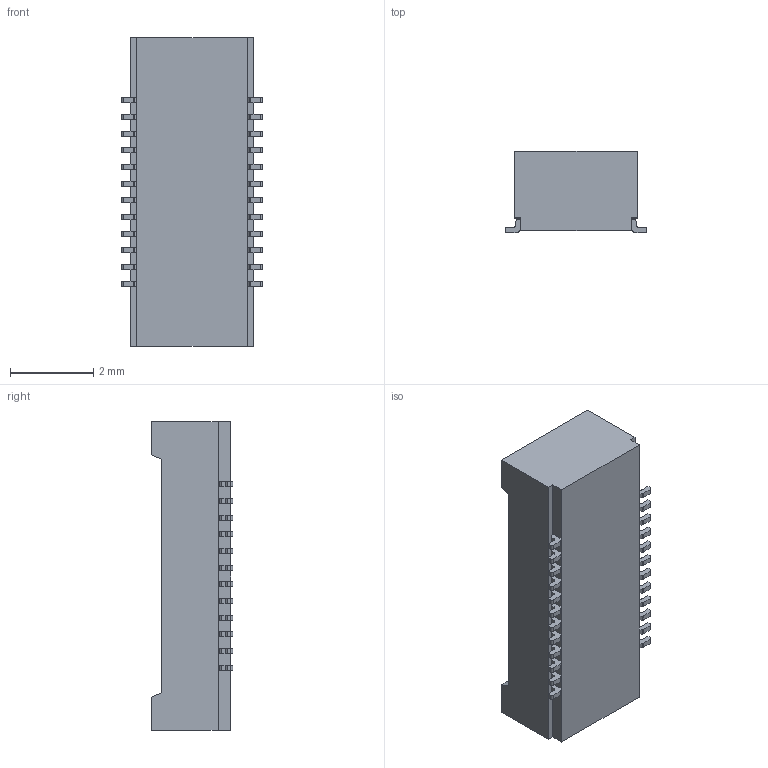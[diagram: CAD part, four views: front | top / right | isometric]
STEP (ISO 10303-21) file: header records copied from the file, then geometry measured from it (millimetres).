
FILE_DESCRIPTION(('CoCreate Modeling STEP Export'),'2;1');
FILE_NAME('DF40C(2.0)-24DS-0.4V.stp','2014-10-31T11:57:45',(''),(''),'CoCreate Modeling STEP processor for AP214 (Solid Model)','CoCreate Modeling 17.0 01-Apr-2010 (C) Parametric Technology GmbH','');
FILE_SCHEMA(('AUTOMOTIVE_DESIGN { 1 0 10303 214 1 1 1 1 }'));
Length unit declared in the file: millimetre
Products named in the file (1): DF40C(2.0)-24DS-0.4V
Bounding box: 3.38 x 1.95 x 7.4 mm (x, y, z)
Volume: 30 mm3; surface area: 111.4 mm2
Topology: 1 solids, 1 shells, 631 faces, 1716 edges, 1136 vertices
Faces by surface type: plane 439, cylinder 192
Entity records: 19244 total; most frequent: ORIENTED_EDGE 3432, CARTESIAN_POINT 3364, DIRECTION 3124, EDGE_CURVE 1716, VECTOR 1332, LINE 1332, VERTEX_POINT 1136, AXIS2_PLACEMENT_3D 896
